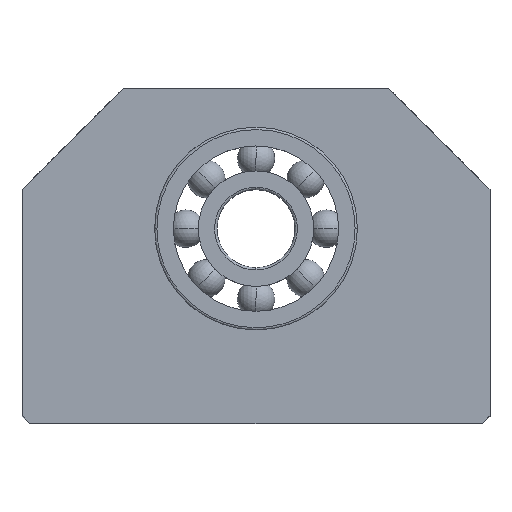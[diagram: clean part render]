
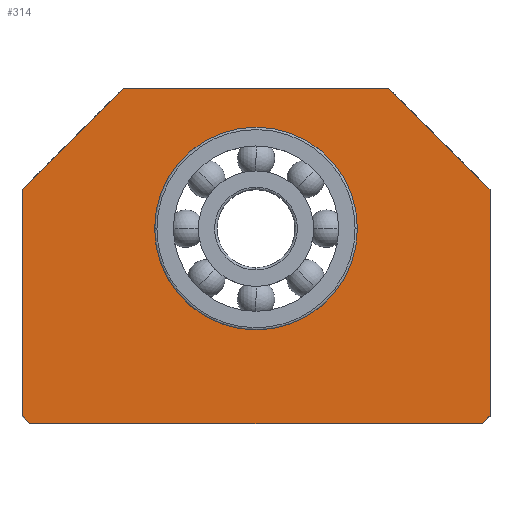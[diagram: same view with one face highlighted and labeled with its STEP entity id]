
A CAD part, top view. The second image highlights one B-rep face of the part: STEP entity #314.
In plain terms, the highlighted planar face has unit normal (0, 0, 1).
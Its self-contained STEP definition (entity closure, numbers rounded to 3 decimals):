
#56 = ORIENTED_EDGE ( 'NONE', *, *, #3034, .T. ) ;
#167 = EDGE_CURVE ( 'NONE', #2663, #2351, #3046, .T. ) ;
#227 = EDGE_CURVE ( 'NONE', #1706, #1033, #877, .T. ) ;
#278 = DIRECTION ( 'NONE',  ( 0., 1., 0. ) ) ;
#281 = CARTESIAN_POINT ( 'NONE',  ( 59.995, 30., 10. ) ) ;
#291 = LINE ( 'NONE', #281, #1637 ) ;
#314 = ADVANCED_FACE ( 'NONE', ( #3637, #3000 ), #2602, .F. ) ;
#324 = EDGE_CURVE ( 'NONE', #2351, #516, #2534, .T. ) ;
#333 = CARTESIAN_POINT ( 'NONE',  ( 16.995, 25., 10. ) ) ;
#336 = EDGE_CURVE ( 'NONE', #3663, #3715, #2493, .T. ) ;
#356 = DIRECTION ( 'NONE',  ( -1., 0., 0. ) ) ;
#361 = CARTESIAN_POINT ( 'NONE',  ( 46.995, 43., 10. ) ) ;
#363 = VECTOR ( 'NONE', #1303, 1000. ) ;
#364 = LINE ( 'NONE', #361, #3555 ) ;
#398 = CARTESIAN_POINT ( 'NONE',  ( 59.995, 30., 10. ) ) ;
#463 = ORIENTED_EDGE ( 'NONE', *, *, #2887, .T. ) ;
#503 = EDGE_LOOP ( 'NONE', ( #56, #1243, #2684, #2687, #463, #2015, #3670, #3550 ) ) ;
#516 = VERTEX_POINT ( 'NONE', #1461 ) ;
#574 = EDGE_CURVE ( 'NONE', #1560, #3782, #1329, .T. ) ;
#706 = DIRECTION ( 'NONE',  ( 1., 0., 0. ) ) ;
#723 = CARTESIAN_POINT ( 'NONE',  ( 58.995, 0., 10. ) ) ;
#732 = LINE ( 'NONE', #723, #1672 ) ;
#815 = CARTESIAN_POINT ( 'NONE',  ( 42.995, 25., 10. ) ) ;
#877 = CIRCLE ( 'NONE', #2873, 13. ) ;
#1033 = VERTEX_POINT ( 'NONE', #333 ) ;
#1067 = CARTESIAN_POINT ( 'NONE',  ( -0.005, 30., 10. ) ) ;
#1069 = VECTOR ( 'NONE', #2475, 1000. ) ;
#1175 = EDGE_CURVE ( 'NONE', #1033, #1706, #3779, .T. ) ;
#1178 = EDGE_LOOP ( 'NONE', ( #2281, #2841 ) ) ;
#1243 = ORIENTED_EDGE ( 'NONE', *, *, #2559, .T. ) ;
#1303 = DIRECTION ( 'NONE',  ( -0.707, 0.707, 0. ) ) ;
#1306 = CARTESIAN_POINT ( 'NONE',  ( 46.995, 43., 10. ) ) ;
#1329 = LINE ( 'NONE', #1306, #363 ) ;
#1461 = CARTESIAN_POINT ( 'NONE',  ( 0.995, 0., 10. ) ) ;
#1543 = DIRECTION ( 'NONE',  ( -0.707, -0.707, 0. ) ) ;
#1559 = CARTESIAN_POINT ( 'NONE',  ( 12.995, 43., 10. ) ) ;
#1560 = VERTEX_POINT ( 'NONE', #398 ) ;
#1562 = LINE ( 'NONE', #1559, #3745 ) ;
#1637 = VECTOR ( 'NONE', #278, 1000. ) ;
#1672 = VECTOR ( 'NONE', #706, 1000. ) ;
#1699 = AXIS2_PLACEMENT_3D ( 'NONE', #2846, #2904, #2926 ) ;
#1706 = VERTEX_POINT ( 'NONE', #815 ) ;
#2015 = ORIENTED_EDGE ( 'NONE', *, *, #336, .T. ) ;
#2049 = CARTESIAN_POINT ( 'NONE',  ( -0.005, 1., 10. ) ) ;
#2051 = CARTESIAN_POINT ( 'NONE',  ( 46.995, 43., 10. ) ) ;
#2232 = VECTOR ( 'NONE', #3033, 1000. ) ;
#2281 = ORIENTED_EDGE ( 'NONE', *, *, #1175, .F. ) ;
#2351 = VERTEX_POINT ( 'NONE', #2049 ) ;
#2435 = CARTESIAN_POINT ( 'NONE',  ( 59.995, 1., 10. ) ) ;
#2475 = DIRECTION ( 'NONE',  ( 0.707, 0.707, 0. ) ) ;
#2482 = CARTESIAN_POINT ( 'NONE',  ( 59.995, 1., 10. ) ) ;
#2493 = LINE ( 'NONE', #2482, #1069 ) ;
#2522 = DIRECTION ( 'NONE',  ( 0.707, -0.707, 0. ) ) ;
#2532 = CARTESIAN_POINT ( 'NONE',  ( 0.995, 0., 10. ) ) ;
#2534 = LINE ( 'NONE', #2532, #2682 ) ;
#2559 = EDGE_CURVE ( 'NONE', #3415, #2663, #1562, .T. ) ;
#2592 = DIRECTION ( 'NONE',  ( -1., 0., 0. ) ) ;
#2593 = DIRECTION ( 'NONE',  ( 0., 0., -1. ) ) ;
#2599 = CARTESIAN_POINT ( 'NONE',  ( 0., 0., 10. ) ) ;
#2602 = PLANE ( 'NONE',  #3796 ) ;
#2663 = VERTEX_POINT ( 'NONE', #1067 ) ;
#2669 = CARTESIAN_POINT ( 'NONE',  ( 58.995, 0., 10. ) ) ;
#2682 = VECTOR ( 'NONE', #2522, 1000. ) ;
#2684 = ORIENTED_EDGE ( 'NONE', *, *, #167, .T. ) ;
#2687 = ORIENTED_EDGE ( 'NONE', *, *, #324, .T. ) ;
#2841 = ORIENTED_EDGE ( 'NONE', *, *, #227, .F. ) ;
#2846 = CARTESIAN_POINT ( 'NONE',  ( 29.995, 25., 10. ) ) ;
#2873 = AXIS2_PLACEMENT_3D ( 'NONE', #2995, #2992, #2987 ) ;
#2887 = EDGE_CURVE ( 'NONE', #516, #3663, #732, .T. ) ;
#2904 = DIRECTION ( 'NONE',  ( 0., 0., 1. ) ) ;
#2926 = DIRECTION ( 'NONE',  ( 1., 0., 0. ) ) ;
#2987 = DIRECTION ( 'NONE',  ( 1., 0., 0. ) ) ;
#2992 = DIRECTION ( 'NONE',  ( 0., 0., 1. ) ) ;
#2995 = CARTESIAN_POINT ( 'NONE',  ( 29.995, 25., 10. ) ) ;
#3000 = FACE_BOUND ( 'NONE', #1178, .T. ) ;
#3033 = DIRECTION ( 'NONE',  ( 0., -1., 0. ) ) ;
#3034 = EDGE_CURVE ( 'NONE', #3782, #3415, #364, .T. ) ;
#3036 = CARTESIAN_POINT ( 'NONE',  ( -0.005, 1., 10. ) ) ;
#3046 = LINE ( 'NONE', #3036, #2232 ) ;
#3093 = EDGE_CURVE ( 'NONE', #3715, #1560, #291, .T. ) ;
#3415 = VERTEX_POINT ( 'NONE', #3728 ) ;
#3550 = ORIENTED_EDGE ( 'NONE', *, *, #574, .T. ) ;
#3555 = VECTOR ( 'NONE', #356, 1000. ) ;
#3637 = FACE_OUTER_BOUND ( 'NONE', #503, .T. ) ;
#3663 = VERTEX_POINT ( 'NONE', #2669 ) ;
#3670 = ORIENTED_EDGE ( 'NONE', *, *, #3093, .T. ) ;
#3715 = VERTEX_POINT ( 'NONE', #2435 ) ;
#3728 = CARTESIAN_POINT ( 'NONE',  ( 12.995, 43., 10. ) ) ;
#3745 = VECTOR ( 'NONE', #1543, 1000. ) ;
#3779 = CIRCLE ( 'NONE', #1699, 13. ) ;
#3782 = VERTEX_POINT ( 'NONE', #2051 ) ;
#3796 = AXIS2_PLACEMENT_3D ( 'NONE', #2599, #2593, #2592 ) ;
